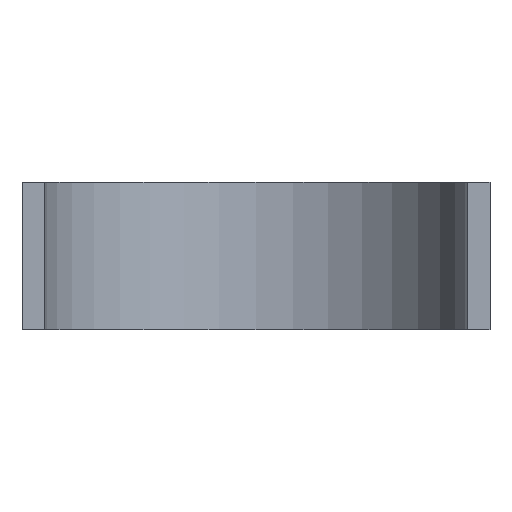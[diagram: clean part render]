
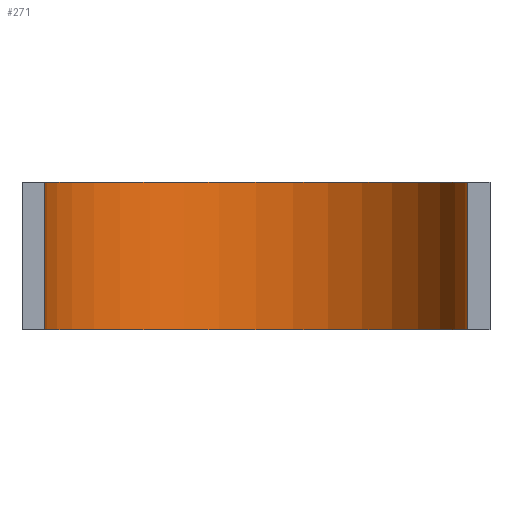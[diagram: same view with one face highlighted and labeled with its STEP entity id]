
A CAD part, front view. The second image highlights one B-rep face of the part: STEP entity #271.
In plain terms, the highlighted cylindrical face has radius 57.5 mm (diameter 115 mm), a partial arc.
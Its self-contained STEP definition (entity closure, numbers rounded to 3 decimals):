
#8 = VERTEX_POINT ( 'NONE', #144 ) ;
#12 = CARTESIAN_POINT ( 'NONE',  ( -57.5, 57.5, 20. ) ) ;
#16 = ORIENTED_EDGE ( 'NONE', *, *, #141, .F. ) ;
#27 = DIRECTION ( 'NONE',  ( 0., 0., -1. ) ) ;
#42 = FACE_OUTER_BOUND ( 'NONE', #203, .T. ) ;
#71 = CARTESIAN_POINT ( 'NONE',  ( 0., 57.5, -20. ) ) ;
#90 = DIRECTION ( 'NONE',  ( 0., 0., -1. ) ) ;
#120 = AXIS2_PLACEMENT_3D ( 'NONE', #355, #90, #397 ) ;
#122 = LINE ( 'NONE', #321, #228 ) ;
#131 = CARTESIAN_POINT ( 'NONE',  ( 0., 57.5, 20. ) ) ;
#133 = AXIS2_PLACEMENT_3D ( 'NONE', #131, #160, #291 ) ;
#137 = DIRECTION ( 'NONE',  ( 0., 0., -1. ) ) ;
#141 = EDGE_CURVE ( 'NONE', #408, #387, #344, .T. ) ;
#144 = CARTESIAN_POINT ( 'NONE',  ( 57.5, 57.5, -20. ) ) ;
#155 = CARTESIAN_POINT ( 'NONE',  ( -57.5, 57.5, -20. ) ) ;
#159 = ORIENTED_EDGE ( 'NONE', *, *, #184, .T. ) ;
#160 = DIRECTION ( 'NONE',  ( 0., 0., -1. ) ) ;
#162 = CARTESIAN_POINT ( 'NONE',  ( 57.5, 57.5, 20. ) ) ;
#177 = VERTEX_POINT ( 'NONE', #155 ) ;
#184 = EDGE_CURVE ( 'NONE', #408, #177, #187, .T. ) ;
#187 = LINE ( 'NONE', #421, #365 ) ;
#188 = AXIS2_PLACEMENT_3D ( 'NONE', #71, #137, #234 ) ;
#195 = EDGE_CURVE ( 'NONE', #387, #8, #122, .T. ) ;
#203 = EDGE_LOOP ( 'NONE', ( #410, #308, #16, #159 ) ) ;
#228 = VECTOR ( 'NONE', #251, 1000. ) ;
#234 = DIRECTION ( 'NONE',  ( -1., 0., 0. ) ) ;
#251 = DIRECTION ( 'NONE',  ( 0., 0., -1. ) ) ;
#271 = ADVANCED_FACE ( 'NONE', ( #42 ), #363, .F. ) ;
#291 = DIRECTION ( 'NONE',  ( -1., 0., 0. ) ) ;
#308 = ORIENTED_EDGE ( 'NONE', *, *, #195, .F. ) ;
#320 = EDGE_CURVE ( 'NONE', #177, #8, #322, .T. ) ;
#321 = CARTESIAN_POINT ( 'NONE',  ( 57.5, 57.5, 20. ) ) ;
#322 = CIRCLE ( 'NONE', #188, 57.5 ) ;
#344 = CIRCLE ( 'NONE', #120, 57.5 ) ;
#355 = CARTESIAN_POINT ( 'NONE',  ( 0., 57.5, 20. ) ) ;
#363 = CYLINDRICAL_SURFACE ( 'NONE', #133, 57.5 ) ;
#365 = VECTOR ( 'NONE', #27, 1000. ) ;
#387 = VERTEX_POINT ( 'NONE', #162 ) ;
#397 = DIRECTION ( 'NONE',  ( -1., 0., 0. ) ) ;
#408 = VERTEX_POINT ( 'NONE', #12 ) ;
#410 = ORIENTED_EDGE ( 'NONE', *, *, #320, .T. ) ;
#421 = CARTESIAN_POINT ( 'NONE',  ( -57.5, 57.5, 20. ) ) ;
